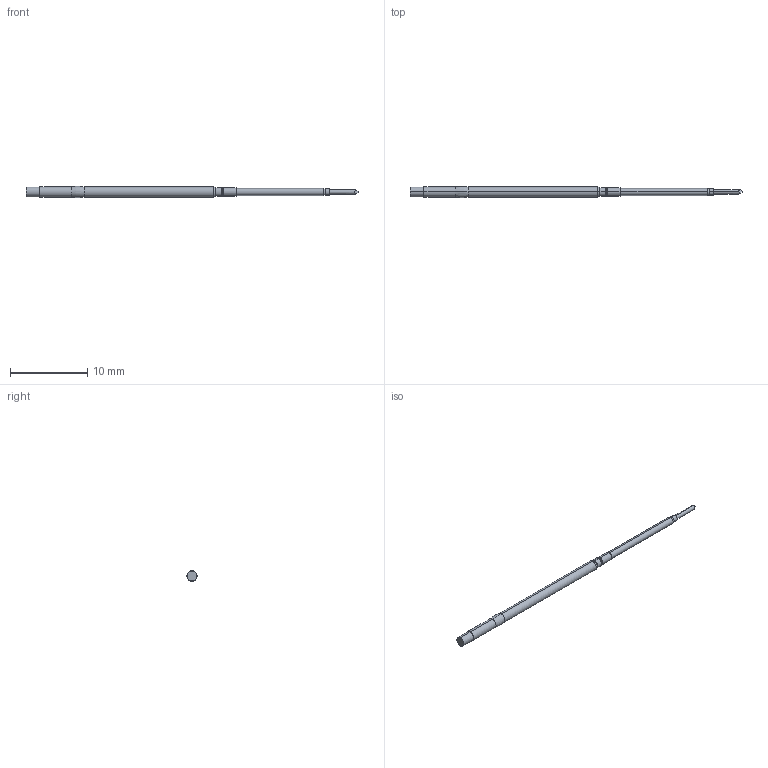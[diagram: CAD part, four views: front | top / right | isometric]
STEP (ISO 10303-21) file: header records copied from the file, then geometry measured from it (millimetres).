
FILE_DESCRIPTION (( 'STEP AP214' ), '1' );
FILE_NAME ('075-SDN254DS3.STEP', '2016-04-26T14:06:43', ( 'spare' ), ( '' ), 'SwSTEP 2.0', 'SolidWorks 2016', '' );
FILE_SCHEMA (( 'AUTOMOTIVE_DESIGN' ));
Length unit declared in the file: inch
Products named in the file (1): 075-SDN254DS3
Bounding box: 42.93 x 1.42 x 1.43 mm (x, y, z)
Volume: 44.8 mm3; surface area: 153.6 mm2
Topology: 1 solids, 1 shells, 43 faces, 87 edges, 48 vertices
Faces by surface type: cylinder 16, torus 12, cone 8, plane 7
Entity records: 1712 total; most frequent: DIRECTION 222, CARTESIAN_POINT 194, ORIENTED_EDGE 174, AXIS2_PLACEMENT_3D 96, EDGE_CURVE 87, CIRCLE 52, VERTEX_POINT 48, LENGTH_MEASURE_WITH_UNIT 46
